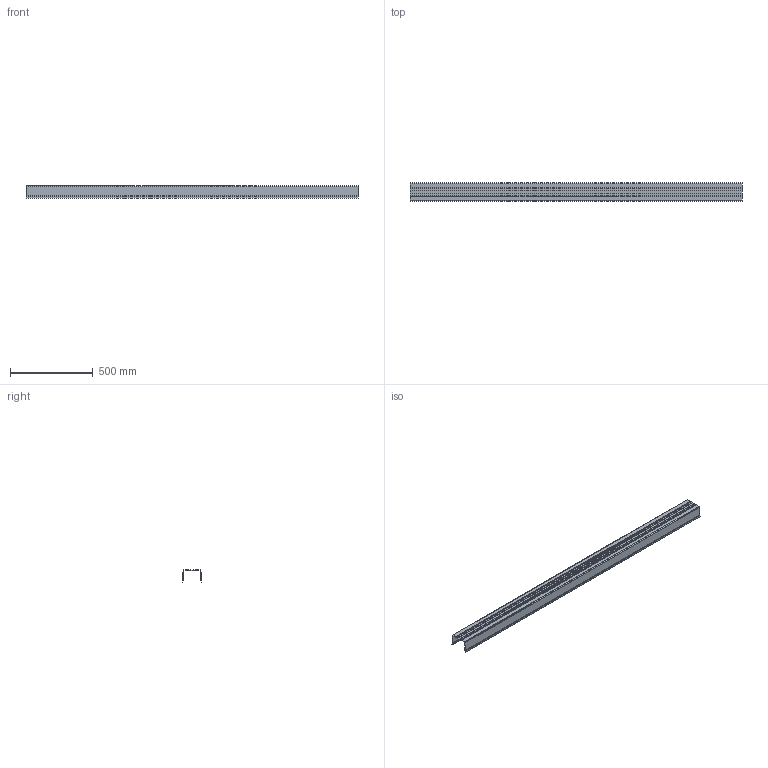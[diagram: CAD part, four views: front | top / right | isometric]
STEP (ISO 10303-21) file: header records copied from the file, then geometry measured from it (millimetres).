
FILE_DESCRIPTION(('CATIA V5 STEP Exchange','CAx-IF Rec.Pracs.--- Model Styling and Organization---1.4--- 2014-01-23'),'2;1');
FILE_NAME ('D1396950_1', '2019-11-11T13:43:10+00:00', ('none'), ('Weidmueller'), 'CATIA Version 5-6 Release 2016 SP3 HF44', 'CATIA V5 STEP AP214', 'none');
FILE_SCHEMA(('AUTOMOTIVE_DESIGN { 1 0 10303 214 1 1 1 1 }'));
Length unit declared in the file: millimetre
Products named in the file (1): 4169330000
Bounding box: 2000 x 112.9 x 74.52 mm (x, y, z)
Volume: 812759.5 mm3; surface area: 1084512.3 mm2
Topology: 1 solids, 1 shells, 106 faces, 312 edges, 208 vertices
Faces by surface type: plane 78, cylinder 28
Entity records: 3516 total; most frequent: ORIENTED_EDGE 624, CARTESIAN_POINT 612, DIRECTION 494, EDGE_CURVE 312, VECTOR 256, LINE 256, VERTEX_POINT 208, AXIS2_PLACEMENT_3D 148
